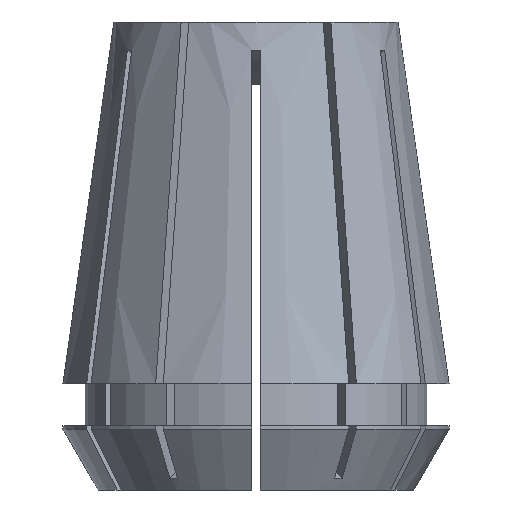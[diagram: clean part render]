
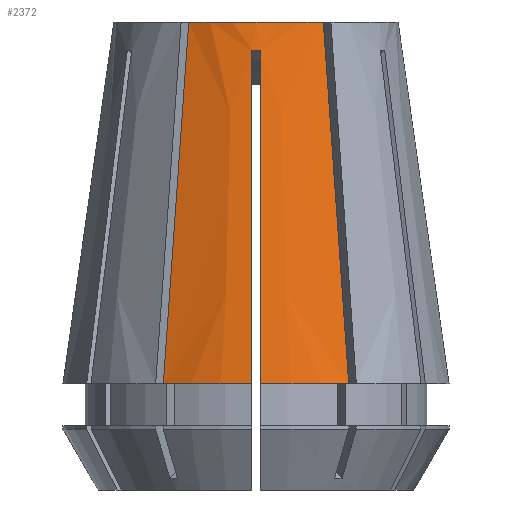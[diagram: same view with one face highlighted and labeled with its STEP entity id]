
A CAD part, front view. The second image highlights one B-rep face of the part: STEP entity #2372.
In plain terms, the highlighted conical face has half-angle 8 degrees and reference radius 16.5 mm.
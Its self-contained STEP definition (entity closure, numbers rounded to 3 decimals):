
#58 = CIRCLE ( 'NONE', #2296, 12.158 ) ;
#64 = VERTEX_POINT ( 'NONE', #1648 ) ;
#92 = CARTESIAN_POINT ( 'NONE',  ( 0., 0., 0. ) ) ;
#116 = ORIENTED_EDGE ( 'NONE', *, *, #3767, .T. ) ;
#128 = ORIENTED_EDGE ( 'NONE', *, *, #2216, .T. ) ;
#170 = CARTESIAN_POINT ( 'NONE',  ( -7.237, -13.285, -21.136 ) ) ;
#196 = DIRECTION ( 'NONE',  ( 0., 0., 1. ) ) ;
#273 = CARTESIAN_POINT ( 'NONE',  ( 0.375, -16.496, -30.9 ) ) ;
#417 = DIRECTION ( 'NONE',  ( 1., 0., 0. ) ) ;
#458 = VERTEX_POINT ( 'NONE', #273 ) ;
#503 = CARTESIAN_POINT ( 'NONE',  ( -7.695, -14.077, -27.645 ) ) ;
#525 = CIRCLE ( 'NONE', #1321, 16.5 ) ;
#609 = CARTESIAN_POINT ( 'NONE',  ( 0.125, -12.497, -2.399 ) ) ;
#738 = CARTESIAN_POINT ( 'NONE',  ( 0., 0., -30.9 ) ) ;
#763 = B_SPLINE_CURVE_WITH_KNOTS ( 'NONE', 3,
 ( #2368, #2660, #3572, #1788 ),
 .UNSPECIFIED., .F., .F.,
 ( 4, 4 ),
 ( 0.024, 0.052 ),
 .UNSPECIFIED. ) ;
#869 = DIRECTION ( 'NONE',  ( -1., 0., 0. ) ) ;
#898 = ORIENTED_EDGE ( 'NONE', *, *, #3078, .F. ) ;
#914 = CARTESIAN_POINT ( 'NONE',  ( 5.751, -10.711, 0. ) ) ;
#1037 = CARTESIAN_POINT ( 'NONE',  ( -5.751, -10.711, 0. ) ) ;
#1057 = FACE_OUTER_BOUND ( 'NONE', #1752, .T. ) ;
#1131 = B_SPLINE_CURVE_WITH_KNOTS ( 'NONE', 3,
 ( #1433, #3222, #2048, #170, #2340, #503, #2633 ),
 .UNSPECIFIED., .F., .F.,
 ( 4, 3, 4 ),
 ( 0., 0.021, 0.031 ),
 .UNSPECIFIED. ) ;
#1220 = CARTESIAN_POINT ( 'NONE',  ( 6.246, -11.569, -7.045 ) ) ;
#1237 = CARTESIAN_POINT ( 'NONE',  ( 6.742, -12.427, -14.091 ) ) ;
#1311 = ORIENTED_EDGE ( 'NONE', *, *, #2302, .T. ) ;
#1321 = AXIS2_PLACEMENT_3D ( 'NONE', #3724, #1902, #3392 ) ;
#1364 = VERTEX_POINT ( 'NONE', #3516 ) ;
#1372 = CARTESIAN_POINT ( 'NONE',  ( 0.375, -12.49, -2.403 ) ) ;
#1433 = CARTESIAN_POINT ( 'NONE',  ( -5.751, -10.711, 0. ) ) ;
#1519 = ORIENTED_EDGE ( 'NONE', *, *, #3617, .T. ) ;
#1554 = CARTESIAN_POINT ( 'NONE',  ( 7.466, -13.681, -24.391 ) ) ;
#1621 = ORIENTED_EDGE ( 'NONE', *, *, #3763, .F. ) ;
#1648 = CARTESIAN_POINT ( 'NONE',  ( -7.923, -14.474, -30.9 ) ) ;
#1652 = VERTEX_POINT ( 'NONE', #1372 ) ;
#1752 = EDGE_LOOP ( 'NONE', ( #1621, #3341, #1519, #2444, #1311, #116, #898, #128 ) ) ;
#1766 = VERTEX_POINT ( 'NONE', #2643 ) ;
#1788 = CARTESIAN_POINT ( 'NONE',  ( 0.375, -12.49, -2.403 ) ) ;
#1859 = CARTESIAN_POINT ( 'NONE',  ( 7.923, -14.474, -30.9 ) ) ;
#1902 = DIRECTION ( 'NONE',  ( 0., 0., 1. ) ) ;
#2012 = B_SPLINE_CURVE_WITH_KNOTS ( 'NONE', 3,
 ( #2101, #3612, #3596, #2991 ),
 .UNSPECIFIED., .F., .F.,
 ( 4, 4 ),
 ( 0.024, 0.052 ),
 .UNSPECIFIED. ) ;
#2048 = CARTESIAN_POINT ( 'NONE',  ( -6.742, -12.427, -14.091 ) ) ;
#2067 = CARTESIAN_POINT ( 'NONE',  ( 0., 0., -30.9 ) ) ;
#2101 = CARTESIAN_POINT ( 'NONE',  ( -0.375, -16.496, -30.9 ) ) ;
#2157 = CARTESIAN_POINT ( 'NONE',  ( -0.375, -12.49, -2.403 ) ) ;
#2216 = EDGE_CURVE ( 'NONE', #458, #2245, #525, .T. ) ;
#2245 = VERTEX_POINT ( 'NONE', #2557 ) ;
#2269 = DIRECTION ( 'NONE',  ( 0., 0., 1. ) ) ;
#2296 = AXIS2_PLACEMENT_3D ( 'NONE', #92, #2269, #417 ) ;
#2302 = EDGE_CURVE ( 'NONE', #1766, #1364, #2012, .T. ) ;
#2340 = CARTESIAN_POINT ( 'NONE',  ( -7.466, -13.681, -24.391 ) ) ;
#2352 = B_SPLINE_CURVE_WITH_KNOTS ( 'NONE', 3,
 ( #914, #1220, #1237, #3333, #1554, #3648, #1859 ),
 .UNSPECIFIED., .F., .F.,
 ( 4, 3, 4 ),
 ( 0., 0.021, 0.031 ),
 .UNSPECIFIED. ) ;
#2362 = DIRECTION ( 'NONE',  ( 1., 0., 0. ) ) ;
#2368 = CARTESIAN_POINT ( 'NONE',  ( 0.375, -16.496, -30.9 ) ) ;
#2372 = ADVANCED_FACE ( 'NONE', ( #1057 ), #2484, .T. ) ;
#2444 = ORIENTED_EDGE ( 'NONE', *, *, #2770, .T. ) ;
#2484 = CONICAL_SURFACE ( 'NONE', #2922, 16.5, 0.14 ) ;
#2557 = CARTESIAN_POINT ( 'NONE',  ( 7.923, -14.474, -30.9 ) ) ;
#2602 = VERTEX_POINT ( 'NONE', #1037 ) ;
#2633 = CARTESIAN_POINT ( 'NONE',  ( -7.923, -14.474, -30.9 ) ) ;
#2642 = B_SPLINE_CURVE_WITH_KNOTS ( 'NONE', 3,
 ( #2157, #3037, #609, #2743 ),
 .UNSPECIFIED., .F., .F.,
 ( 4, 4 ),
 ( 0., 0.001 ),
 .UNSPECIFIED. ) ;
#2643 = CARTESIAN_POINT ( 'NONE',  ( -0.375, -16.496, -30.9 ) ) ;
#2660 = CARTESIAN_POINT ( 'NONE',  ( 0.375, -15.161, -21.401 ) ) ;
#2687 = CARTESIAN_POINT ( 'NONE',  ( 5.751, -10.711, 0. ) ) ;
#2743 = CARTESIAN_POINT ( 'NONE',  ( 0.375, -12.49, -2.403 ) ) ;
#2770 = EDGE_CURVE ( 'NONE', #64, #1766, #3667, .T. ) ;
#2775 = AXIS2_PLACEMENT_3D ( 'NONE', #2067, #196, #2362 ) ;
#2922 = AXIS2_PLACEMENT_3D ( 'NONE', #738, #3217, #869 ) ;
#2991 = CARTESIAN_POINT ( 'NONE',  ( -0.375, -12.49, -2.403 ) ) ;
#3037 = CARTESIAN_POINT ( 'NONE',  ( -0.125, -12.497, -2.399 ) ) ;
#3078 = EDGE_CURVE ( 'NONE', #458, #1652, #763, .T. ) ;
#3217 = DIRECTION ( 'NONE',  ( 0., 0., -1. ) ) ;
#3222 = CARTESIAN_POINT ( 'NONE',  ( -6.246, -11.569, -7.045 ) ) ;
#3280 = EDGE_CURVE ( 'NONE', #2602, #3691, #58, .T. ) ;
#3333 = CARTESIAN_POINT ( 'NONE',  ( 7.237, -13.285, -21.136 ) ) ;
#3341 = ORIENTED_EDGE ( 'NONE', *, *, #3280, .F. ) ;
#3392 = DIRECTION ( 'NONE',  ( 1., 0., 0. ) ) ;
#3516 = CARTESIAN_POINT ( 'NONE',  ( -0.375, -12.49, -2.403 ) ) ;
#3572 = CARTESIAN_POINT ( 'NONE',  ( 0.375, -13.825, -11.902 ) ) ;
#3596 = CARTESIAN_POINT ( 'NONE',  ( -0.375, -13.825, -11.902 ) ) ;
#3612 = CARTESIAN_POINT ( 'NONE',  ( -0.375, -15.161, -21.401 ) ) ;
#3617 = EDGE_CURVE ( 'NONE', #2602, #64, #1131, .T. ) ;
#3648 = CARTESIAN_POINT ( 'NONE',  ( 7.695, -14.077, -27.645 ) ) ;
#3667 = CIRCLE ( 'NONE', #2775, 16.5 ) ;
#3691 = VERTEX_POINT ( 'NONE', #2687 ) ;
#3724 = CARTESIAN_POINT ( 'NONE',  ( 0., 0., -30.9 ) ) ;
#3763 = EDGE_CURVE ( 'NONE', #3691, #2245, #2352, .T. ) ;
#3767 = EDGE_CURVE ( 'NONE', #1364, #1652, #2642, .T. ) ;
